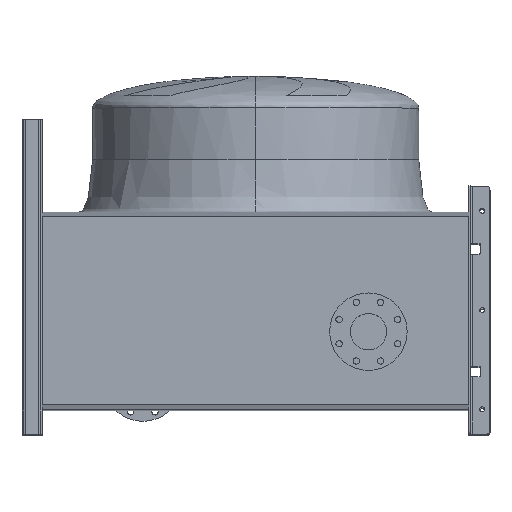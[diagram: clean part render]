
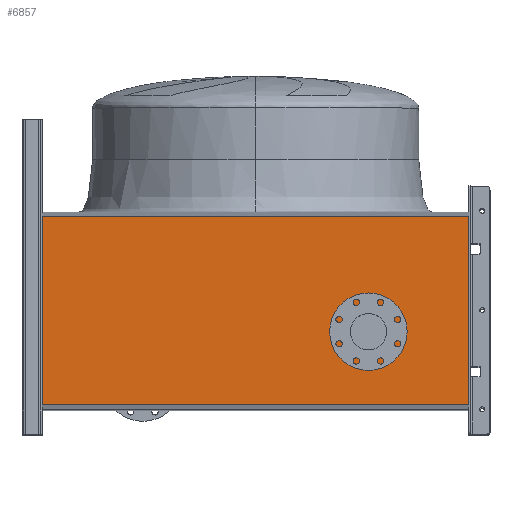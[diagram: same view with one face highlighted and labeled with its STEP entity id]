
A CAD part, top view. The second image highlights one B-rep face of the part: STEP entity #6857.
In plain terms, the highlighted planar face has unit normal (0, 0, 1).
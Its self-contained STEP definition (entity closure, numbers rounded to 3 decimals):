
#38 = CARTESIAN_POINT ( 'NONE',  ( 320., 220., 240. ) ) ;
#100 = DIRECTION ( 'NONE',  ( -1., 0., 0. ) ) ;
#106 = VECTOR ( 'NONE', #1085, 1000. ) ;
#225 = EDGE_LOOP ( 'NONE', ( #1070, #7203 ) ) ;
#478 = CARTESIAN_POINT ( 'NONE',  ( 1214.262, 12.578, 240. ) ) ;
#570 = LINE ( 'NONE', #478, #6528 ) ;
#633 = AXIS2_PLACEMENT_3D ( 'NONE', #4024, #6096, #100 ) ;
#791 = ORIENTED_EDGE ( 'NONE', *, *, #4269, .T. ) ;
#954 = EDGE_CURVE ( 'NONE', #4221, #8202, #1852, .T. ) ;
#1070 = ORIENTED_EDGE ( 'NONE', *, *, #2640, .T. ) ;
#1085 = DIRECTION ( 'NONE',  ( 0., -1., 0. ) ) ;
#1632 = DIRECTION ( 'NONE',  ( 0., 0., -1. ) ) ;
#1657 = EDGE_CURVE ( 'NONE', #8877, #4881, #9522, .T. ) ;
#1852 = LINE ( 'NONE', #8120, #106 ) ;
#2407 = FACE_OUTER_BOUND ( 'NONE', #8967, .T. ) ;
#2509 = AXIS2_PLACEMENT_3D ( 'NONE', #7035, #8635, #4502 ) ;
#2570 = ORIENTED_EDGE ( 'NONE', *, *, #3625, .F. ) ;
#2627 = CARTESIAN_POINT ( 'NONE',  ( 605., 547.422, 240. ) ) ;
#2640 = EDGE_CURVE ( 'NONE', #7396, #10064, #7833, .T. ) ;
#2719 = ORIENTED_EDGE ( 'NONE', *, *, #1657, .T. ) ;
#3247 = DIRECTION ( 'NONE',  ( 0., -1., 0. ) ) ;
#3577 = DIRECTION ( 'NONE',  ( -1., 0., 0. ) ) ;
#3625 = EDGE_CURVE ( 'NONE', #8202, #4881, #570, .T. ) ;
#3691 = EDGE_CURVE ( 'NONE', #10064, #7396, #5537, .T. ) ;
#3914 = DIRECTION ( 'NONE',  ( -1., 0., 0. ) ) ;
#4024 = CARTESIAN_POINT ( 'NONE',  ( 320., 220., 240. ) ) ;
#4221 = VERTEX_POINT ( 'NONE', #2627 ) ;
#4269 = EDGE_CURVE ( 'NONE', #4221, #8877, #9156, .T. ) ;
#4502 = DIRECTION ( 'NONE',  ( -1., 0., 0. ) ) ;
#4881 = VERTEX_POINT ( 'NONE', #9468 ) ;
#5537 = CIRCLE ( 'NONE', #633, 54. ) ;
#6096 = DIRECTION ( 'NONE',  ( 0., 0., -1. ) ) ;
#6256 = FACE_BOUND ( 'NONE', #225, .T. ) ;
#6528 = VECTOR ( 'NONE', #3577, 1000. ) ;
#6552 = CARTESIAN_POINT ( 'NONE',  ( -605., 12.578, 240. ) ) ;
#6701 = CARTESIAN_POINT ( 'NONE',  ( 605., 12.578, 240. ) ) ;
#6857 = ADVANCED_FACE ( 'NONE', ( #2407, #6256 ), #8683, .F. ) ;
#6865 = CARTESIAN_POINT ( 'NONE',  ( -605., 547.422, 240. ) ) ;
#7035 = CARTESIAN_POINT ( 'NONE',  ( 1214.262, 12.578, 240. ) ) ;
#7203 = ORIENTED_EDGE ( 'NONE', *, *, #3691, .T. ) ;
#7396 = VERTEX_POINT ( 'NONE', #8745 ) ;
#7614 = VECTOR ( 'NONE', #9009, 1000. ) ;
#7833 = CIRCLE ( 'NONE', #8486, 54. ) ;
#8120 = CARTESIAN_POINT ( 'NONE',  ( 605., 12.578, 240. ) ) ;
#8202 = VERTEX_POINT ( 'NONE', #6701 ) ;
#8486 = AXIS2_PLACEMENT_3D ( 'NONE', #38, #1632, #3914 ) ;
#8635 = DIRECTION ( 'NONE',  ( 0., 0., -1. ) ) ;
#8683 = PLANE ( 'NONE',  #2509 ) ;
#8720 = CARTESIAN_POINT ( 'NONE',  ( 320., 166., 240. ) ) ;
#8745 = CARTESIAN_POINT ( 'NONE',  ( 320., 274., 240. ) ) ;
#8877 = VERTEX_POINT ( 'NONE', #6865 ) ;
#8957 = VECTOR ( 'NONE', #3247, 1000. ) ;
#8967 = EDGE_LOOP ( 'NONE', ( #9230, #791, #2719, #2570 ) ) ;
#9009 = DIRECTION ( 'NONE',  ( -1., 0., 0. ) ) ;
#9108 = CARTESIAN_POINT ( 'NONE',  ( 1214.262, 547.422, 240. ) ) ;
#9156 = LINE ( 'NONE', #9108, #7614 ) ;
#9230 = ORIENTED_EDGE ( 'NONE', *, *, #954, .F. ) ;
#9468 = CARTESIAN_POINT ( 'NONE',  ( -605., 12.578, 240. ) ) ;
#9522 = LINE ( 'NONE', #6552, #8957 ) ;
#10064 = VERTEX_POINT ( 'NONE', #8720 ) ;
